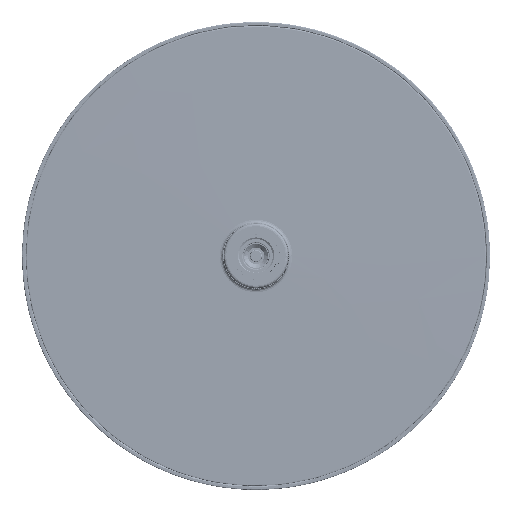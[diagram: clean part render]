
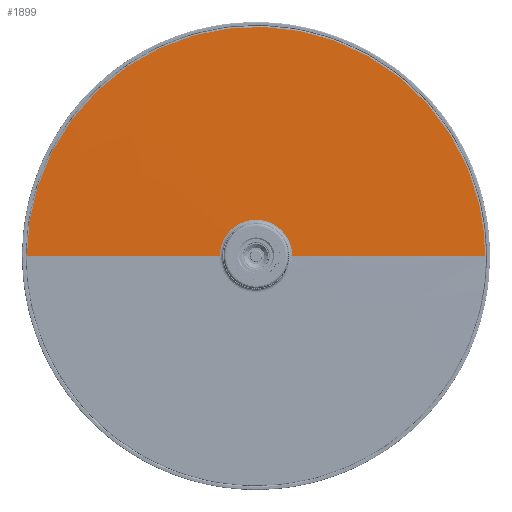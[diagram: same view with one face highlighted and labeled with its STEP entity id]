
A CAD part, top view. The second image highlights one B-rep face of the part: STEP entity #1899.
In plain terms, the highlighted free-form (B-spline) face has degree [2, 1] with [9, 2] control points.
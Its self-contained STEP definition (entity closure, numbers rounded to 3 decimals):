
#1899=ADVANCED_FACE('',(#9742),#114818,.T.);
#9742=FACE_OUTER_BOUND('',#17587,.T.);
#17587=EDGE_LOOP('',(#27772,#27773,#27774,#27775));
#27772=ORIENTED_EDGE('',*,*,#65222,.F.);
#27773=ORIENTED_EDGE('',*,*,#65225,.T.);
#27774=ORIENTED_EDGE('',*,*,#65224,.T.);
#27775=ORIENTED_EDGE('',*,*,#65223,.T.);
#65222=EDGE_CURVE('',#102957,#102958,#95547,.T.);
#65223=EDGE_CURVE('',#102959,#102958,#84000,.T.);
#65224=EDGE_CURVE('',#102960,#102959,#95548,.T.);
#65225=EDGE_CURVE('',#102957,#102960,#84001,.T.);
#84000=B_SPLINE_CURVE_WITH_KNOTS('',1,(#140382,#140383),.UNSPECIFIED.,.F.,
 .F.,(2,2),(-103.874,0.),.UNSPECIFIED.);
#84001=B_SPLINE_CURVE_WITH_KNOTS('',1,(#140389,#140390),.UNSPECIFIED.,.F.,
 .F.,(2,2),(-103.874,0.),.UNSPECIFIED.);
#95547=(
BOUNDED_CURVE()
B_SPLINE_CURVE(2,(#140377,#140378,#140379,#140380,#140381),
 .UNSPECIFIED.,.F.,.F.)
B_SPLINE_CURVE_WITH_KNOTS((3,2,3),(-387.528,-193.764,
0.),.UNSPECIFIED.)
CURVE()
GEOMETRIC_REPRESENTATION_ITEM()
RATIONAL_B_SPLINE_CURVE((1.,0.707,1.,0.707,1.))
REPRESENTATION_ITEM('')
);
#95548=(
BOUNDED_CURVE()
B_SPLINE_CURVE(2,(#140384,#140385,#140386,#140387,#140388),
 .UNSPECIFIED.,.F.,.F.)
B_SPLINE_CURVE_WITH_KNOTS((3,2,3),(-61.21,-30.605,
0.),.UNSPECIFIED.)
CURVE()
GEOMETRIC_REPRESENTATION_ITEM()
RATIONAL_B_SPLINE_CURVE((1.,0.707,1.,0.707,1.))
REPRESENTATION_ITEM('')
);
#102957=VERTEX_POINT('',#138841);
#102958=VERTEX_POINT('',#138842);
#102959=VERTEX_POINT('',#138843);
#102960=VERTEX_POINT('',#138844);
#114818=(
BOUNDED_SURFACE()
B_SPLINE_SURFACE(2,1,((#136401,#136402),(#136403,#136404),(#136405,#136406),
(#136407,#136408),(#136409,#136410),(#136411,#136412),(#136413,#136414),
(#136415,#136416),(#136417,#136418)),.UNSPECIFIED.,.T.,.F.,.F.)
B_SPLINE_SURFACE_WITH_KNOTS((3,2,2,2,3),(2,2),(0.,296.597,593.195,
889.792,1186.389),(0.,188.826),.UNSPECIFIED.)
GEOMETRIC_REPRESENTATION_ITEM()
RATIONAL_B_SPLINE_SURFACE(((1.,1.),(0.707,0.707),
(1.,1.),(0.707,0.707),(1.,1.),(0.707,
0.707),(1.,1.),(0.707,0.707),(1.,1.)))
REPRESENTATION_ITEM('')
SURFACE()
);
#136401=CARTESIAN_POINT('',(0.,16.8,0.));
#136402=CARTESIAN_POINT('',(0.,15.275,188.82));
#136403=CARTESIAN_POINT('',(0.,16.8,0.));
#136404=CARTESIAN_POINT('',(-188.82,15.275,188.82));
#136405=CARTESIAN_POINT('',(0.,16.8,0.));
#136406=CARTESIAN_POINT('',(-188.82,15.275,0.));
#136407=CARTESIAN_POINT('',(0.,16.8,0.));
#136408=CARTESIAN_POINT('',(-188.82,15.275,-188.82));
#136409=CARTESIAN_POINT('',(0.,16.8,0.));
#136410=CARTESIAN_POINT('',(0.,15.275,-188.82));
#136411=CARTESIAN_POINT('',(0.,16.8,0.));
#136412=CARTESIAN_POINT('',(188.82,15.275,-188.82));
#136413=CARTESIAN_POINT('',(0.,16.8,0.));
#136414=CARTESIAN_POINT('',(188.82,15.275,0.));
#136415=CARTESIAN_POINT('',(0.,16.8,0.));
#136416=CARTESIAN_POINT('',(188.82,15.275,188.82));
#136417=CARTESIAN_POINT('',(0.,16.8,0.));
#136418=CARTESIAN_POINT('',(0.,15.275,188.82));
#138841=CARTESIAN_POINT('',(-123.354,15.804,0.));
#138842=CARTESIAN_POINT('',(123.354,15.804,0.));
#138843=CARTESIAN_POINT('',(19.484,16.643,0.));
#138844=CARTESIAN_POINT('',(-19.484,16.643,0.));
#140377=CARTESIAN_POINT('',(-123.354,15.804,0.));
#140378=CARTESIAN_POINT('',(-123.354,15.804,-123.354));
#140379=CARTESIAN_POINT('',(0.,15.804,-123.354));
#140380=CARTESIAN_POINT('',(123.354,15.804,-123.354));
#140381=CARTESIAN_POINT('',(123.354,15.804,0.));
#140382=CARTESIAN_POINT('',(19.484,16.643,0.));
#140383=CARTESIAN_POINT('',(123.354,15.804,0.));
#140384=CARTESIAN_POINT('',(-19.484,16.643,0.));
#140385=CARTESIAN_POINT('',(-19.484,16.643,-19.484));
#140386=CARTESIAN_POINT('',(0.,16.643,-19.484));
#140387=CARTESIAN_POINT('',(19.484,16.643,-19.484));
#140388=CARTESIAN_POINT('',(19.484,16.643,0.));
#140389=CARTESIAN_POINT('',(-123.354,15.804,0.));
#140390=CARTESIAN_POINT('',(-19.484,16.643,0.));
